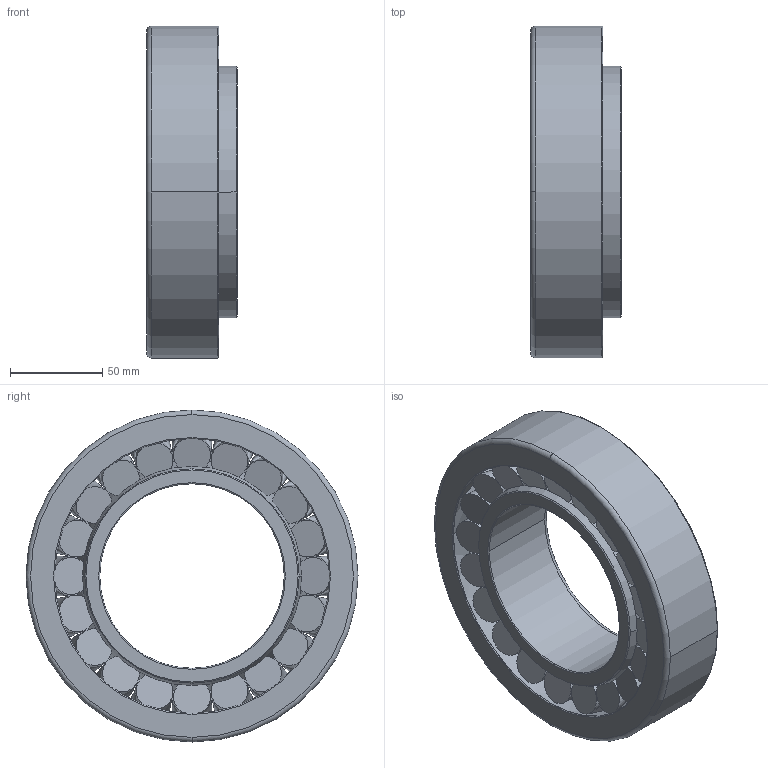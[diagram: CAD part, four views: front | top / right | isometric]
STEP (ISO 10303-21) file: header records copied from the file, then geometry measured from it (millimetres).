
FILE_DESCRIPTION(('STEP AP214'),'1');
FILE_NAME('skf_bearing_32220_2.stp','2024-08-20T06:24:20',('TraceParts'),('TraceParts S.A.'),'Spatial InterOp 3D',' ',' ');
FILE_SCHEMA(('AUTOMOTIVE_DESIGN { 1 0 10303 214 1 1 1 1 }'));
Length unit declared in the file: millimetre
Products named in the file (1): skf_bearing_32220_2_1
Bounding box: 49 x 180 x 180 mm (x, y, z)
Volume: 609784.6 mm3; surface area: 152968.2 mm2
Topology: 3 solids, 3 shells, 156 faces, 327 edges, 215 vertices
Faces by surface type: cone 54, torus 52, plane 44, cylinder 6
Entity records: 5641 total; most frequent: CARTESIAN_POINT 2221, DIRECTION 752, ORIENTED_EDGE 654, AXIS2_PLACEMENT_3D 346, EDGE_CURVE 327, VERTEX_POINT 215, EDGE_LOOP 200, CIRCLE 187
